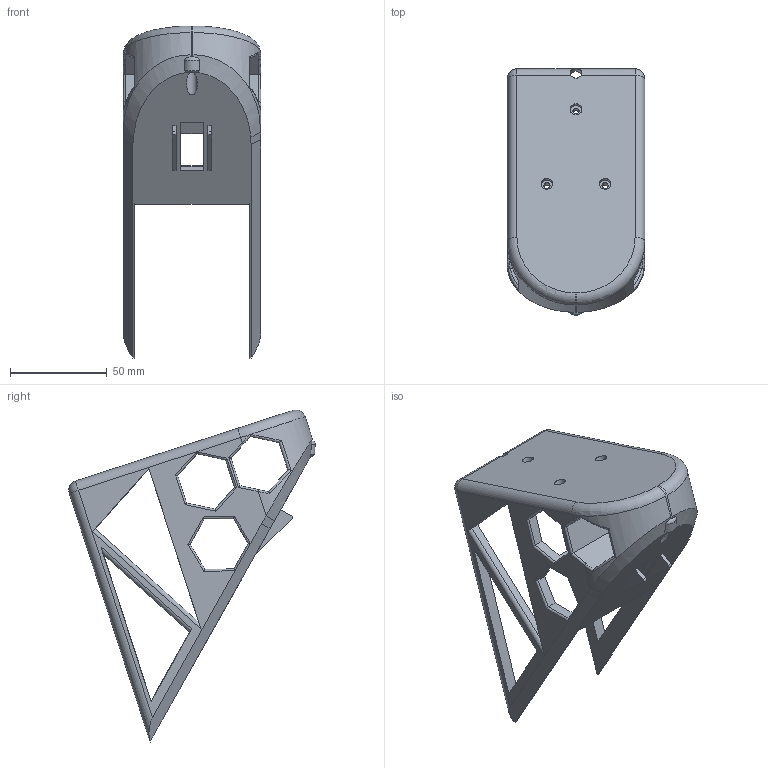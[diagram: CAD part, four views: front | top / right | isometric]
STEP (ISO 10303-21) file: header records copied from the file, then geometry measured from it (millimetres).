
FILE_DESCRIPTION(/* description */ (''),/* implementation_level */ '2;1');
FILE_NAME(/* name */ 'Outer Stock.step',/* time_stamp */ '2021-02-23T19:30:46-06:00',/* author */ (''),/* organization */ (''),/* preprocessor_version */ 'ST-DEVELOPER v18.1',/* originating_system */ 'Autodesk Translation Framework v9.7.1.1290',/* authorisation */ '');
FILE_SCHEMA (('AUTOMOTIVE_DESIGN { 1 0 10303 214 3 1 1 }'));
Length unit declared in the file: millimetre
Products named in the file (1): Outer Stock
Bounding box: 71 x 127.19 x 171.4 mm (x, y, z)
Volume: 178654 mm3; surface area: 59114.5 mm2
Topology: 1 solids, 1 shells, 155 faces, 445 edges, 279 vertices
Faces by surface type: plane 80, cylinder 57, bspline 12, torus 3, sphere 2, cone 1
Full cylindrical faces by diameter (mm): 3.2 x3, 5.7 x1, 6 x4
Entity records: 5542 total; most frequent: CARTESIAN_POINT 1436, ORIENTED_EDGE 890, DIRECTION 796, EDGE_CURVE 445, LINE 302, VECTOR 302, VERTEX_POINT 279, AXIS2_PLACEMENT_3D 247
